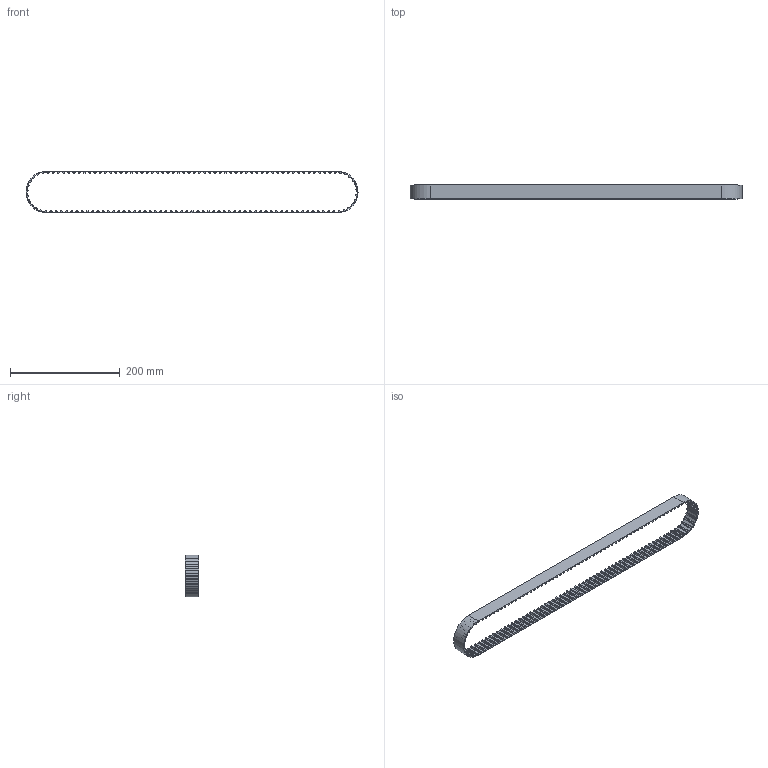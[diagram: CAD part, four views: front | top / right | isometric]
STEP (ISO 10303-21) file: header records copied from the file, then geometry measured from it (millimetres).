
FILE_DESCRIPTION (( 'STEP AP214' ), '1' );
FILE_NAME ('510L100NG.step', '2015-04-08T22:57:53', ( '' ), ( '' ), 'SwSTEP 2.0', 'SolidWorks 2014', '' );
FILE_SCHEMA (( 'AUTOMOTIVE_DESIGN' ));
Length unit declared in the file: inch
Products named in the file (1): 510L100NG
Bounding box: 604.21 x 25.4 x 76.2 mm (x, y, z)
Volume: 75896.4 mm3; surface area: 79413.7 mm2
Topology: 1 solids, 1 shells, 1104 faces, 3306 edges, 2204 vertices
Faces by surface type: cylinder 583, plane 521
Entity records: 37600 total; most frequent: DIRECTION 6682, CARTESIAN_POINT 6615, ORIENTED_EDGE 6612, EDGE_CURVE 3306, AXIS2_PLACEMENT_3D 2271, VERTEX_POINT 2204, VECTOR 2140, LINE 2140
